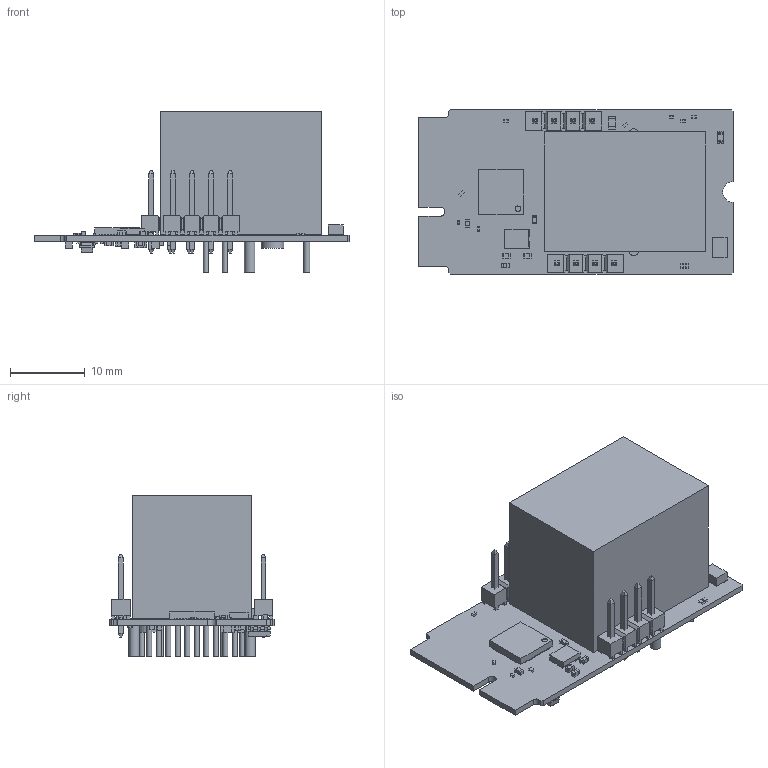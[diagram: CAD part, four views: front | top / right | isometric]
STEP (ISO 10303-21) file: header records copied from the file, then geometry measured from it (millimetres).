
FILE_DESCRIPTION(('Open CASCADE Model'),'2;1');
FILE_NAME('Open CASCADE Shape Model','2024-04-16T17:42:38',('Author'),( 'Open CASCADE'),'Open CASCADE STEP processor 6.8','Open CASCADE 6.8' ,'Unknown');
FILE_SCHEMA(('AUTOMOTIVE_DESIGN { 1 0 10303 214 1 1 1 1 }'));
Length unit declared in the file: millimetre
Products named in the file (122): PCB; Board; Open CASCADE STEP translator 6.8 11.1.1; J1; 6137224960; Body; Lugs; Leads; J3; Conn_Samtec_HTSW-104-07-G-S_eec; HTSW-104-07-G-S_body; logo; terminal; J2; C9; 6604232192; Extruded; 6604232432; LD2; 6137224160; CSL19_2; CSL19_3; CSL19_4; CSL19; CSL19_5; LD1; 6137223120; Pins; Y1; 6137224800; C13; 6604230832; 6604230992; C11; C1; 6604228912; 6604228752; 6604228592; C2; 6604230592 ...
Assembly tree (186 placements, depth 5):
  PCB
    Board
      Open CASCADE STEP translator 6.8 11.1.1
    J1
      6137224960
        Body
        Lugs
        Leads
    J3
      Conn_Samtec_HTSW-104-07-G-S_eec
        HTSW-104-07-G-S_body
        logo
        terminal  x4
    J2
      Conn_Samtec_HTSW-104-07-G-S_eec
        HTSW-104-07-G-S_body
        logo
        terminal  x4
    C9
      6604232192
        Extruded
      6604232432  x2
        Extruded
    LD2
      6137224160
        CSL19_2
        CSL19_3
        CSL19_4
        CSL19
        CSL19_5
    LD1
      6137223120
        Body
        Pins
    Y1
      6137224800
        Body
        Pins
    C13
      6604230832  x2
        Extruded
      6604230992
        Extruded
    C11
      6604230992
        Extruded
      6604230832  x2
        Extruded
    C1
      6604228912
        Extruded
      6604228752
        Extruded
      6604228592
        Extruded
    C2
      6604230592
        Extruded
      6604230432
        Extruded
Bounding box: 42 x 21.99 x 21.61 mm (x, y, z)
Volume: 6731.2 mm3; surface area: 4994.5 mm2
Topology: 198 solids, 198 shells, 1587 faces, 3423 edges, 2226 vertices
Faces by surface type: plane 1488, cylinder 71, bspline 20, sphere 8
Full cylindrical faces by diameter (mm): 0.2 x1, 0.69 x10, 0.75 x1, 0.82 x4, 1.4 x2, 3.05 x2
Entity records: 30729 total; most frequent: CARTESIAN_POINT 4679, DIRECTION 4477, ORIENTED_EDGE 4134, EDGE_CURVE 2067, LINE 1913, VECTOR 1913, VERTEX_POINT 1354, AXIS2_PLACEMENT_3D 1282
